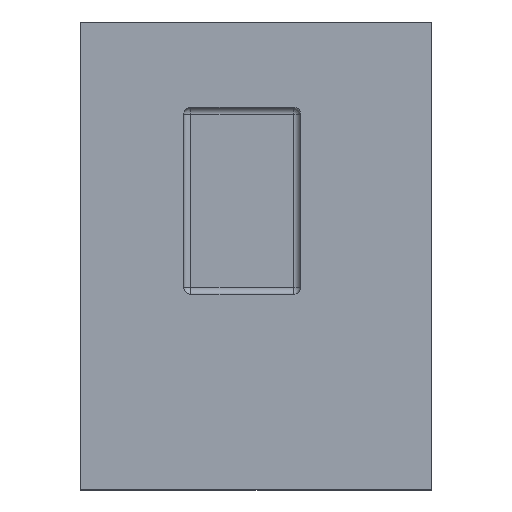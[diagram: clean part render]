
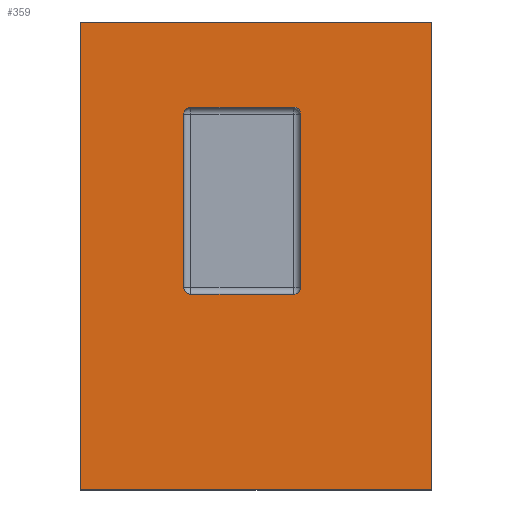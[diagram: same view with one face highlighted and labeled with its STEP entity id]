
A CAD part, top view. The second image highlights one B-rep face of the part: STEP entity #359.
In plain terms, the highlighted planar face has unit normal (0, 0, 1).
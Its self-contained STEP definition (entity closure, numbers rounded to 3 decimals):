
#15=FACE_BOUND('',#76,.T.);
#25=PLANE('',#412);
#52=FACE_OUTER_BOUND('',#75,.T.);
#75=EDGE_LOOP('',(#314,#315,#316,#317));
#76=EDGE_LOOP('',(#318,#319,#320,#321,#322,#323,#324,#325));
#89=LINE('',#576,#121);
#92=LINE('',#584,#124);
#93=LINE('',#588,#125);
#96=LINE('',#596,#128);
#100=LINE('',#607,#132);
#103=LINE('',#613,#135);
#106=LINE('',#619,#138);
#109=LINE('',#623,#141);
#121=VECTOR('',#473,10.);
#124=VECTOR('',#482,10.);
#125=VECTOR('',#487,10.);
#128=VECTOR('',#496,10.);
#132=VECTOR('',#506,10.);
#135=VECTOR('',#511,10.);
#138=VECTOR('',#516,10.);
#141=VECTOR('',#521,10.);
#154=CIRCLE('',#396,3.);
#155=CIRCLE('',#399,3.);
#156=CIRCLE('',#404,3.);
#157=CIRCLE('',#407,3.);
#170=VERTEX_POINT('',#568);
#171=VERTEX_POINT('',#570);
#172=VERTEX_POINT('',#574);
#173=VERTEX_POINT('',#578);
#174=VERTEX_POINT('',#582);
#175=VERTEX_POINT('',#587);
#176=VERTEX_POINT('',#591);
#177=VERTEX_POINT('',#595);
#180=VERTEX_POINT('',#604);
#181=VERTEX_POINT('',#606);
#183=VERTEX_POINT('',#612);
#185=VERTEX_POINT('',#618);
#207=EDGE_CURVE('',#171,#170,#154,.T.);
#210=EDGE_CURVE('',#170,#172,#89,.T.);
#212=EDGE_CURVE('',#172,#173,#155,.T.);
#214=EDGE_CURVE('',#173,#174,#92,.T.);
#215=EDGE_CURVE('',#175,#171,#93,.T.);
#217=EDGE_CURVE('',#176,#175,#156,.T.);
#219=EDGE_CURVE('',#177,#176,#96,.T.);
#221=EDGE_CURVE('',#174,#177,#157,.T.);
#224=EDGE_CURVE('',#181,#180,#100,.T.);
#227=EDGE_CURVE('',#183,#181,#103,.T.);
#230=EDGE_CURVE('',#185,#183,#106,.T.);
#233=EDGE_CURVE('',#180,#185,#109,.T.);
#314=ORIENTED_EDGE('',*,*,#233,.T.);
#315=ORIENTED_EDGE('',*,*,#230,.T.);
#316=ORIENTED_EDGE('',*,*,#227,.T.);
#317=ORIENTED_EDGE('',*,*,#224,.T.);
#318=ORIENTED_EDGE('',*,*,#210,.T.);
#319=ORIENTED_EDGE('',*,*,#212,.T.);
#320=ORIENTED_EDGE('',*,*,#214,.T.);
#321=ORIENTED_EDGE('',*,*,#221,.T.);
#322=ORIENTED_EDGE('',*,*,#219,.T.);
#323=ORIENTED_EDGE('',*,*,#217,.T.);
#324=ORIENTED_EDGE('',*,*,#215,.T.);
#325=ORIENTED_EDGE('',*,*,#207,.T.);
#359=ADVANCED_FACE('',(#52,#15),#25,.T.);
#396=AXIS2_PLACEMENT_3D('',#571,#467,#468);
#399=AXIS2_PLACEMENT_3D('',#580,#477,#478);
#404=AXIS2_PLACEMENT_3D('',#592,#491,#492);
#407=AXIS2_PLACEMENT_3D('',#599,#500,#501);
#412=AXIS2_PLACEMENT_3D('',#624,#522,#523);
#467=DIRECTION('center_axis',(0.,0.,-1.));
#468=DIRECTION('ref_axis',(1.,0.,0.));
#473=DIRECTION('',(0.,-1.,0.));
#477=DIRECTION('center_axis',(0.,0.,-1.));
#478=DIRECTION('ref_axis',(0.,-1.,0.));
#482=DIRECTION('',(-1.,0.,0.));
#487=DIRECTION('',(1.,0.,0.));
#491=DIRECTION('center_axis',(0.,0.,-1.));
#492=DIRECTION('ref_axis',(0.,1.,0.));
#496=DIRECTION('',(0.,1.,0.));
#500=DIRECTION('center_axis',(0.,0.,-1.));
#501=DIRECTION('ref_axis',(-1.,0.,0.));
#506=DIRECTION('',(1.,0.,0.));
#511=DIRECTION('',(0.,-1.,0.));
#516=DIRECTION('',(-1.,0.,0.));
#521=DIRECTION('',(0.,1.,0.));
#522=DIRECTION('center_axis',(0.,0.,1.));
#523=DIRECTION('ref_axis',(0.,-1.,0.));
#568=CARTESIAN_POINT('',(31.769,60.574,22.001));
#570=CARTESIAN_POINT('',(28.769,63.574,22.001));
#571=CARTESIAN_POINT('Origin',(28.769,60.574,22.001));
#574=CARTESIAN_POINT('',(31.769,-13.426,22.001));
#576=CARTESIAN_POINT('',(31.769,30.287,22.001));
#578=CARTESIAN_POINT('',(28.769,-16.426,22.001));
#580=CARTESIAN_POINT('Origin',(28.769,-13.426,22.001));
#582=CARTESIAN_POINT('',(-15.231,-16.426,22.001));
#584=CARTESIAN_POINT('',(20.718,-16.426,22.001));
#587=CARTESIAN_POINT('',(-15.231,63.574,22.001));
#588=CARTESIAN_POINT('',(-1.282,63.574,22.001));
#591=CARTESIAN_POINT('',(-18.231,60.574,22.001));
#592=CARTESIAN_POINT('Origin',(-15.231,60.574,22.001));
#595=CARTESIAN_POINT('',(-18.231,-13.426,22.001));
#596=CARTESIAN_POINT('',(-18.231,-6.713,22.001));
#599=CARTESIAN_POINT('Origin',(-15.231,-13.426,22.001));
#604=CARTESIAN_POINT('',(87.666,-100.,22.001));
#606=CARTESIAN_POINT('',(-62.334,-100.,22.001));
#607=CARTESIAN_POINT('',(-62.334,-100.,22.001));
#612=CARTESIAN_POINT('',(-62.334,100.,22.001));
#613=CARTESIAN_POINT('',(-62.334,100.,22.001));
#618=CARTESIAN_POINT('',(87.666,100.,22.001));
#619=CARTESIAN_POINT('',(87.666,100.,22.001));
#623=CARTESIAN_POINT('',(87.666,-100.,22.001));
#624=CARTESIAN_POINT('Origin',(12.666,0.,22.001));
